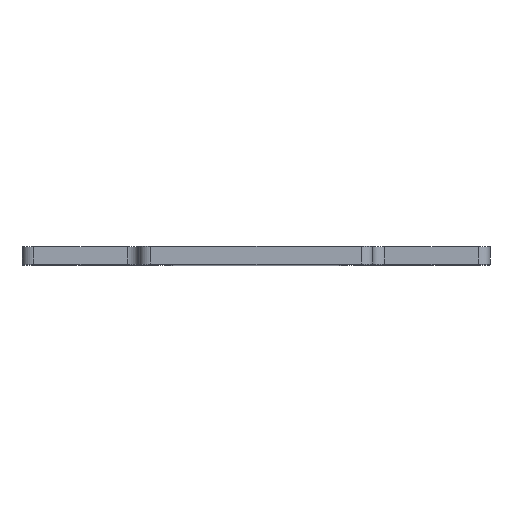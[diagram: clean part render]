
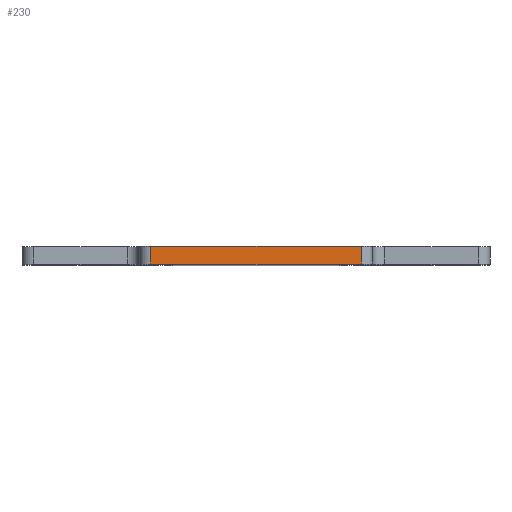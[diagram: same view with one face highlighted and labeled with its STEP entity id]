
A CAD part, top view. The second image highlights one B-rep face of the part: STEP entity #230.
In plain terms, the highlighted planar face has unit normal (0, 0, 1).
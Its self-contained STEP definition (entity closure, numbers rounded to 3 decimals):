
#23 = VECTOR ( 'NONE', #316, 1000. ) ;
#34 = VERTEX_POINT ( 'NONE', #631 ) ;
#92 = DIRECTION ( 'NONE',  ( 0., 1., 0. ) ) ;
#141 = CARTESIAN_POINT ( 'NONE',  ( -9., 0., 36. ) ) ;
#145 = ORIENTED_EDGE ( 'NONE', *, *, #158, .T. ) ;
#154 = CARTESIAN_POINT ( 'NONE',  ( 9., 1.5, 36. ) ) ;
#158 = EDGE_CURVE ( 'NONE', #808, #608, #401, .T. ) ;
#230 = ADVANCED_FACE ( 'NONE', ( #549 ), #249, .T. ) ;
#245 = VECTOR ( 'NONE', #871, 1000. ) ;
#249 = PLANE ( 'NONE',  #457 ) ;
#254 = CARTESIAN_POINT ( 'NONE',  ( 10., 0., 36. ) ) ;
#316 = DIRECTION ( 'NONE',  ( 1., 0., 0. ) ) ;
#325 = DIRECTION ( 'NONE',  ( 1., 0., 0. ) ) ;
#395 = EDGE_CURVE ( 'NONE', #34, #608, #697, .T. ) ;
#401 = LINE ( 'NONE', #772, #642 ) ;
#421 = LINE ( 'NONE', #880, #245 ) ;
#451 = DIRECTION ( 'NONE',  ( 1., 0., 0. ) ) ;
#457 = AXIS2_PLACEMENT_3D ( 'NONE', #848, #638, #451 ) ;
#473 = EDGE_CURVE ( 'NONE', #34, #542, #421, .T. ) ;
#526 = LINE ( 'NONE', #254, #781 ) ;
#542 = VERTEX_POINT ( 'NONE', #141 ) ;
#549 = FACE_OUTER_BOUND ( 'NONE', #654, .T. ) ;
#598 = CARTESIAN_POINT ( 'NONE',  ( 9., 0., 36. ) ) ;
#608 = VERTEX_POINT ( 'NONE', #154 ) ;
#626 = ORIENTED_EDGE ( 'NONE', *, *, #473, .T. ) ;
#631 = CARTESIAN_POINT ( 'NONE',  ( -9., 1.5, 36. ) ) ;
#638 = DIRECTION ( 'NONE',  ( 0., 0., 1. ) ) ;
#642 = VECTOR ( 'NONE', #92, 1000. ) ;
#654 = EDGE_LOOP ( 'NONE', ( #688, #145, #778, #626 ) ) ;
#662 = CARTESIAN_POINT ( 'NONE',  ( 10., 1.5, 36. ) ) ;
#688 = ORIENTED_EDGE ( 'NONE', *, *, #760, .T. ) ;
#697 = LINE ( 'NONE', #662, #23 ) ;
#760 = EDGE_CURVE ( 'NONE', #542, #808, #526, .T. ) ;
#772 = CARTESIAN_POINT ( 'NONE',  ( 9., 0., 36. ) ) ;
#778 = ORIENTED_EDGE ( 'NONE', *, *, #395, .F. ) ;
#781 = VECTOR ( 'NONE', #325, 1000. ) ;
#808 = VERTEX_POINT ( 'NONE', #598 ) ;
#848 = CARTESIAN_POINT ( 'NONE',  ( 10., 0., 36. ) ) ;
#871 = DIRECTION ( 'NONE',  ( 0., -1., 0. ) ) ;
#880 = CARTESIAN_POINT ( 'NONE',  ( -9., 0., 36. ) ) ;
